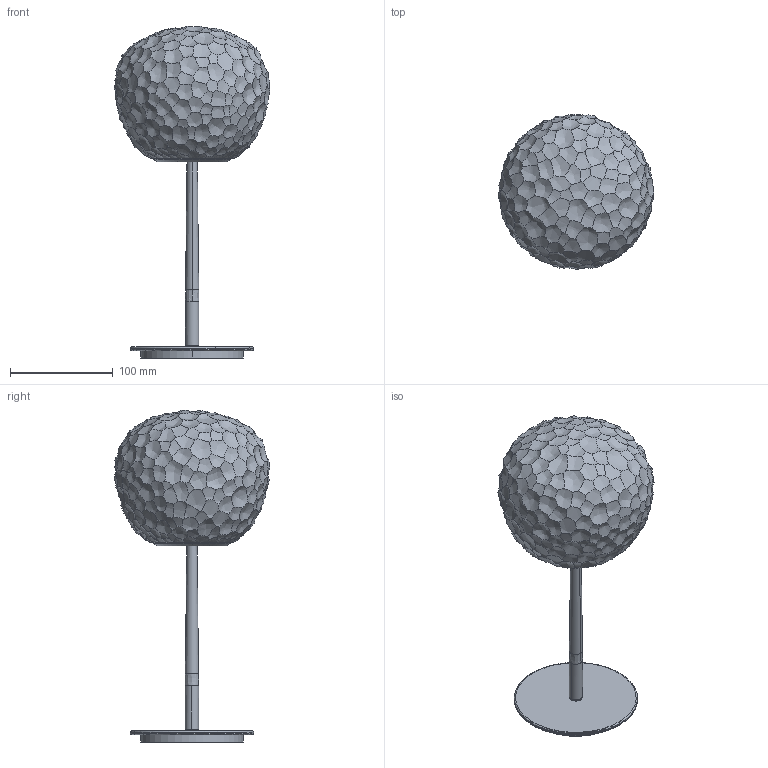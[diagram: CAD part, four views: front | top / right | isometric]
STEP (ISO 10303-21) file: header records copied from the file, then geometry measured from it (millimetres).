
FILE_DESCRIPTION(/* description */ (''),/* implementation_level */ '2;1');
FILE_NAME(/* name */ 'METEORITE 15 STELO',/* time_stamp */ '2015-03-12T17:34:07+01:00',/* author */ (''),/* organization */ (''),/* preprocessor_version */ 'ST-DEVELOPER v15',/* originating_system */ '',/* authorisation */ '');
FILE_SCHEMA (('AUTOMOTIVE_DESIGN'));
Length unit declared in the file: millimetre
Products named in the file (2): Document; (#4273) X107000005_-
Assembly tree (1 placements, depth 2):
  Document
    (#4273) X107000005_-
Bounding box: 151.67 x 151.71 x 323.11 mm (x, y, z)
Surface area: 129125 mm2 (no closed solid volume)
Topology: 0 solids, 444 shells, 460 faces, 2636 edges, 2604 vertices
Faces by surface type: bspline 448, plane 12
Entity records: 68556 total; most frequent: CARTESIAN_POINT 55289, ORIENTED_EDGE 2667, EDGE_CURVE 2635, VERTEX_POINT 2603, B_SPLINE_CURVE_WITH_KNOTS 2475, EDGE_LOOP 469, ADVANCED_FACE 460, FACE_OUTER_BOUND 460
